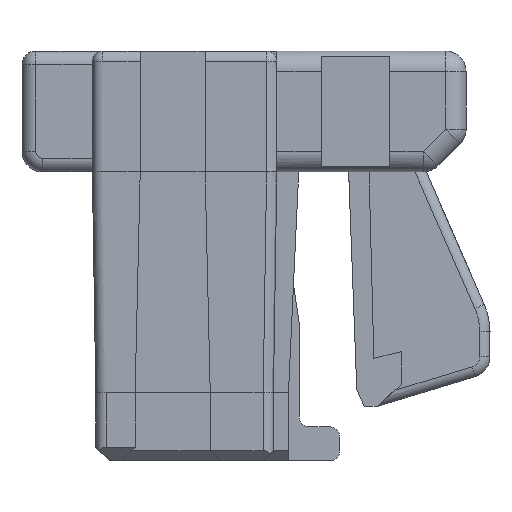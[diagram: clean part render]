
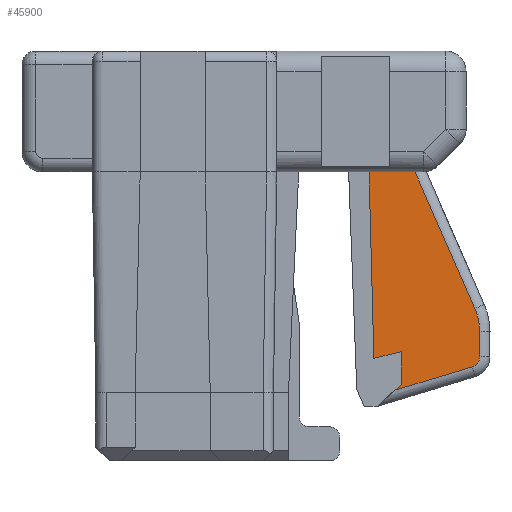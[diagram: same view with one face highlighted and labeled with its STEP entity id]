
A CAD part, front view. The second image highlights one B-rep face of the part: STEP entity #45900.
In plain terms, the highlighted planar face has unit normal (0, -1, 0).
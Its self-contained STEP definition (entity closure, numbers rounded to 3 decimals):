
#39720=CARTESIAN_POINT('',(-33.403,-10.415,
130.085));
#39730=VERTEX_POINT('',#39720);
#40060=CARTESIAN_POINT('',(-33.403,-10.415,
130.715));
#40070=VERTEX_POINT('',#40060);
#40100=CARTESIAN_POINT('',(-33.403,-10.415,
127.709));
#40110=DIRECTION('',(0.,0.,1.));
#40120=VECTOR('',#40110,1.);
#40130=LINE('',#40100,#40120);
#40140=EDGE_CURVE('',#39730,#40070,#40130,.T.);
#44510=CARTESIAN_POINT('',(-31.584,-10.415,
128.225));
#44520=DIRECTION('',(0.,-1.,0.));
#44530=DIRECTION('',(1.,0.,0.));
#44540=AXIS2_PLACEMENT_3D('',#44510,#44520,#44530);
#44550=PLANE('',#44540);
#44560=CARTESIAN_POINT('',(-34.703,-10.415,
123.332));
#44570=DIRECTION('',(0.738,0.,
0.675));
#44580=VECTOR('',#44570,1.);
#44590=LINE('',#44560,#44580);
#44600=CARTESIAN_POINT('',(-31.677,-10.415,
126.099));
#44610=VERTEX_POINT('',#44600);
#44620=CARTESIAN_POINT('',(-31.583,-10.415,
126.185));
#44630=VERTEX_POINT('',#44620);
#44640=EDGE_CURVE('',#44610,#44630,#44590,.T.);
#44650=ORIENTED_EDGE('',*,*,#44640,.F.);
#44660=CARTESIAN_POINT('',(-31.583,-10.415,
127.709));
#44670=DIRECTION('',(0.,0.,1.));
#44680=VECTOR('',#44670,1.);
#44690=LINE('',#44660,#44680);
#44700=CARTESIAN_POINT('',(-31.583,-10.415,
126.665));
#44710=VERTEX_POINT('',#44700);
#44720=EDGE_CURVE('',#44630,#44710,#44690,.T.);
#44730=ORIENTED_EDGE('',*,*,#44720,.F.);
#44740=CARTESIAN_POINT('',(-34.703,-10.415,
125.885));
#44750=DIRECTION('',(-0.97,0.,
-0.243));
#44760=VECTOR('',#44750,1.);
#44770=LINE('',#44740,#44760);
#44780=CARTESIAN_POINT('',(-31.983,-10.415,
126.565));
#44790=VERTEX_POINT('',#44780);
#44800=EDGE_CURVE('',#44710,#44790,#44770,.T.);
#44810=ORIENTED_EDGE('',*,*,#44800,.F.);
#44820=CARTESIAN_POINT('',(-32.012,-10.415,
127.709));
#44830=DIRECTION('',(-0.026,0.,
1.));
#44840=VECTOR('',#44830,1.);
#44850=LINE('',#44820,#44840);
#44860=CARTESIAN_POINT('',(-32.053,-10.415,
129.295));
#44870=VERTEX_POINT('',#44860);
#44880=EDGE_CURVE('',#44790,#44870,#44850,.T.);
#44890=ORIENTED_EDGE('',*,*,#44880,.F.);
#44900=CARTESIAN_POINT('',(-34.703,-10.415,
129.295));
#44910=DIRECTION('',(-1.,0.,0.));
#44920=VECTOR('',#44910,1.);
#44930=LINE('',#44900,#44920);
#44940=CARTESIAN_POINT('',(-32.352,-10.415,
129.295));
#44950=VERTEX_POINT('',#44940);
#44960=EDGE_CURVE('',#44870,#44950,#44930,.T.);
#44970=ORIENTED_EDGE('',*,*,#44960,.F.);
#44980=CARTESIAN_POINT('',(-32.293,-10.415,
127.709));
#44990=DIRECTION('',(-0.037,0.,
0.999));
#45000=VECTOR('',#44990,1.);
#45010=LINE('',#44980,#45000);
#45020=CARTESIAN_POINT('',(-32.379,-10.415,
130.));
#45030=VERTEX_POINT('',#45020);
#45040=EDGE_CURVE('',#44950,#45030,#45010,.T.);
#45050=ORIENTED_EDGE('',*,*,#45040,.F.);
#45060=CARTESIAN_POINT('',(-32.778,-10.415,
129.985));
#45070=DIRECTION('',(0.,1.,0.));
#45080=DIRECTION('',(-1.,0.,0.));
#45090=AXIS2_PLACEMENT_3D('',#45060,#45070,#45080);
#45100=CIRCLE('',#45090,0.4);
#45110=CARTESIAN_POINT('',(-32.778,-10.415,
130.385));
#45120=VERTEX_POINT('',#45110);
#45130=EDGE_CURVE('',#45120,#45030,#45100,.T.);
#45140=ORIENTED_EDGE('',*,*,#45130,.T.);
#45150=CARTESIAN_POINT('',(-34.703,-10.415,
130.385));
#45160=DIRECTION('',(-1.,0.,0.));
#45170=VECTOR('',#45160,1.);
#45180=LINE('',#45150,#45170);
#45190=CARTESIAN_POINT('',(-33.103,-10.415,
130.385));
#45200=VERTEX_POINT('',#45190);
#45210=EDGE_CURVE('',#45120,#45200,#45180,.T.);
#45220=ORIENTED_EDGE('',*,*,#45210,.F.);
#45230=CARTESIAN_POINT('',(-33.103,-10.415,
130.085));
#45240=DIRECTION('',(0.,-1.,0.));
#45250=DIRECTION('',(0.,0.,-1.));
#45260=AXIS2_PLACEMENT_3D('',#45230,#45240,#45250);
#45270=CIRCLE('',#45260,0.3);
#45280=EDGE_CURVE('',#45200,#39730,#45270,.T.);
#45290=ORIENTED_EDGE('',*,*,#45280,.F.);
#45300=ORIENTED_EDGE('',*,*,#40140,.F.);
#45310=CARTESIAN_POINT('',(-32.557,-10.415,
130.715));
#45320=DIRECTION('',(-1.,0.,0.));
#45330=VECTOR('',#45320,1.);
#45340=LINE('',#45310,#45330);
#45350=CARTESIAN_POINT('',(-32.557,-10.415,
130.715));
#45360=VERTEX_POINT('',#45350);
#45370=EDGE_CURVE('',#45360,#40070,#45340,.T.);
#45380=ORIENTED_EDGE('',*,*,#45370,.T.);
#45390=CARTESIAN_POINT('',(-32.557,-10.415,
129.865));
#45400=DIRECTION('',(0.,1.,0.));
#45410=DIRECTION('',(0.,0.,-1.));
#45420=AXIS2_PLACEMENT_3D('',#45390,#45400,#45410);
#45430=CIRCLE('',#45420,0.85);
#45440=CARTESIAN_POINT('',(-31.778,-10.415,
130.206));
#45450=VERTEX_POINT('',#45440);
#45460=EDGE_CURVE('',#45360,#45450,#45430,.T.);
#45470=ORIENTED_EDGE('',*,*,#45460,.F.);
#45480=CARTESIAN_POINT('',(-30.504,-10.415,
127.297));
#45490=DIRECTION('',(-0.401,0.,
0.916));
#45500=VECTOR('',#45490,1.);
#45510=LINE('',#45480,#45500);
#45520=CARTESIAN_POINT('',(-30.504,-10.415,
127.297));
#45530=VERTEX_POINT('',#45520);
#45540=EDGE_CURVE('',#45530,#45450,#45510,.T.);
#45550=ORIENTED_EDGE('',*,*,#45540,.T.);
#45560=CARTESIAN_POINT('',(-31.283,-10.415,
126.956));
#45570=DIRECTION('',(0.,1.,0.));
#45580=DIRECTION('',(0.,0.,-1.));
#45590=AXIS2_PLACEMENT_3D('',#45560,#45570,#45580);
#45600=CIRCLE('',#45590,0.85);
#45610=CARTESIAN_POINT('',(-30.433,-10.415,
126.956));
#45620=VERTEX_POINT('',#45610);
#45630=EDGE_CURVE('',#45530,#45620,#45600,.T.);
#45640=ORIENTED_EDGE('',*,*,#45630,.F.);
#45650=CARTESIAN_POINT('',(-30.433,-10.415,
126.588));
#45660=DIRECTION('',(0.,0.,1.));
#45670=VECTOR('',#45660,1.);
#45680=LINE('',#45650,#45670);
#45690=CARTESIAN_POINT('',(-30.433,-10.415,
126.588));
#45700=VERTEX_POINT('',#45690);
#45710=EDGE_CURVE('',#45700,#45620,#45680,.T.);
#45720=ORIENTED_EDGE('',*,*,#45710,.T.);
#45730=CARTESIAN_POINT('',(-30.583,-10.415,
126.588));
#45740=DIRECTION('',(0.,1.,0.));
#45750=DIRECTION('',(0.,0.,-1.));
#45760=AXIS2_PLACEMENT_3D('',#45730,#45740,#45750);
#45770=CIRCLE('',#45760,0.15);
#45780=CARTESIAN_POINT('',(-30.539,-10.415,
126.444));
#45790=VERTEX_POINT('',#45780);
#45800=EDGE_CURVE('',#45700,#45790,#45770,.T.);
#45810=ORIENTED_EDGE('',*,*,#45800,.F.);
#45820=CARTESIAN_POINT('',(-31.976,-10.415,
126.009));
#45830=DIRECTION('',(0.957,0.,
0.29));
#45840=VECTOR('',#45830,1.);
#45850=LINE('',#45820,#45840);
#45860=EDGE_CURVE('',#44610,#45790,#45850,.T.);
#45870=ORIENTED_EDGE('',*,*,#45860,.T.);
#45880=EDGE_LOOP('',(#45870,#45810,#45720,#45640,#45550,#45470,#45380,
#45300,#45290,#45220,#45140,#45050,#44970,#44890,#44810,#44730,#44650));
#45890=FACE_OUTER_BOUND('',#45880,.T.);
#45900=ADVANCED_FACE('',(#45890),#44550,.T.);
